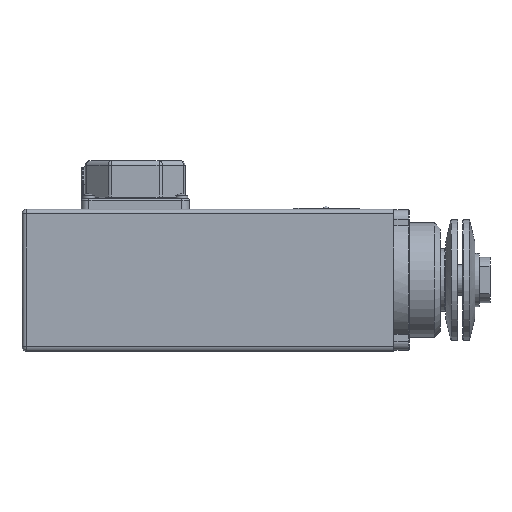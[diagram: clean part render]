
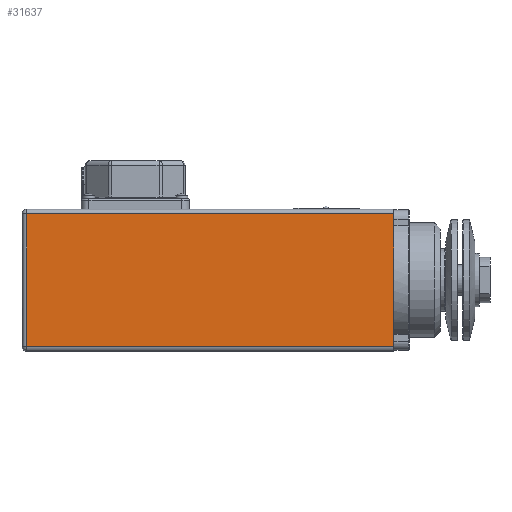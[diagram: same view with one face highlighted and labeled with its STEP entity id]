
A CAD part, left-side view. The second image highlights one B-rep face of the part: STEP entity #31637.
In plain terms, the highlighted planar face has unit normal (-1, 0, 0).
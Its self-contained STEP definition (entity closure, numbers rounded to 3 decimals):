
#2658=AXIS2_PLACEMENT_3D('',#36551,#9838,$);
#4383=PLANE('',#2658);
#5468=VECTOR('',#9839,1.);
#5469=VECTOR('',#9840,1.);
#5470=VECTOR('',#9841,1.);
#5471=VECTOR('',#9842,1.);
#7428=LINE('',#36552,#5468);
#7429=LINE('',#36555,#5469);
#7430=LINE('',#36557,#5470);
#7431=LINE('',#36559,#5471);
#9838=DIRECTION('',(-1.,0.,0.));
#9839=DIRECTION('',(0.,1.,0.));
#9840=DIRECTION('',(0.,0.,-1.));
#9841=DIRECTION('',(0.,-1.,0.));
#9842=DIRECTION('',(0.,0.,1.));
#14755=VERTEX_POINT('',#36553);
#14756=VERTEX_POINT('',#36554);
#14757=VERTEX_POINT('',#36556);
#14758=VERTEX_POINT('',#36558);
#18372=EDGE_CURVE('',#14755,#14756,#7428,.T.);
#18373=EDGE_CURVE('',#14756,#14757,#7429,.T.);
#18374=EDGE_CURVE('',#14757,#14758,#7430,.T.);
#18375=EDGE_CURVE('',#14758,#14755,#7431,.T.);
#22239=ORIENTED_EDGE('',*,*,#18372,.T.);
#22240=ORIENTED_EDGE('',*,*,#18373,.T.);
#22241=ORIENTED_EDGE('',*,*,#18374,.T.);
#22242=ORIENTED_EDGE('',*,*,#18375,.T.);
#28651=EDGE_LOOP('',(#22239,#22240,#22241,#22242));
#30160=FACE_BOUND('',#28651,.T.);
#31637=ADVANCED_FACE('',(#30160),#4383,.T.);
#36551=CARTESIAN_POINT('',(-41.5,240.,-46.5));
#36552=CARTESIAN_POINT('',(-41.5,0.,43.5));
#36553=CARTESIAN_POINT('',(-41.5,0.,43.5));
#36554=CARTESIAN_POINT('',(-41.5,240.7,43.5));
#36555=CARTESIAN_POINT('',(-41.5,240.7,43.5));
#36556=CARTESIAN_POINT('',(-41.5,240.7,-43.5));
#36557=CARTESIAN_POINT('',(-41.5,240.7,-43.5));
#36558=CARTESIAN_POINT('',(-41.5,0.,-43.5));
#36559=CARTESIAN_POINT('',(-41.5,0.,-43.5));
